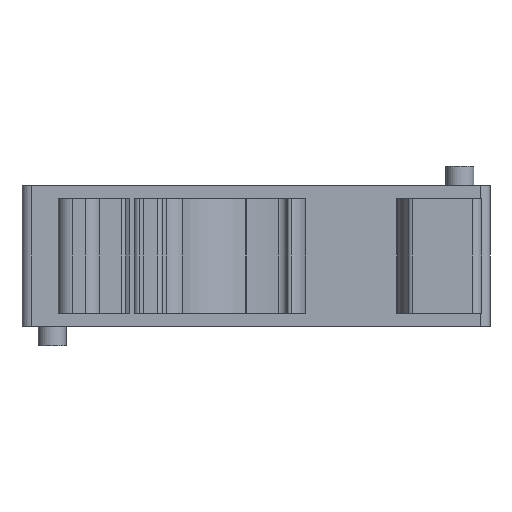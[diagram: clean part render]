
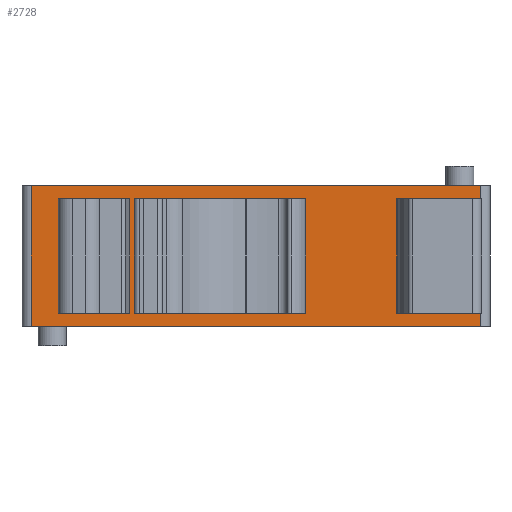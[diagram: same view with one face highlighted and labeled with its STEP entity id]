
A CAD part, front view. The second image highlights one B-rep face of the part: STEP entity #2728.
In plain terms, the highlighted planar face has unit normal (0, -1, 0).
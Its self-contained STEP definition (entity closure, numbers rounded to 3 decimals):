
#20=DIRECTION('',(-1.,0.,0.));
#21=VECTOR('',#20,7.714);
#22=CARTESIAN_POINT('',(-108.677,32.4,0.));
#23=LINE('',#22,#21);
#67=DIRECTION('',(-1.,0.,0.));
#68=VECTOR('',#67,48.5);
#69=CARTESIAN_POINT('',(-70.791,32.4,-1.4));
#70=LINE('',#69,#68);
#71=DIRECTION('',(-1.,0.,0.));
#72=VECTOR('',#71,1.704);
#73=CARTESIAN_POINT('',(-76.665,32.4,12.4));
#74=LINE('',#73,#72);
#75=DIRECTION('',(0.,0.,-1.));
#76=VECTOR('',#75,12.4);
#77=CARTESIAN_POINT('',(-78.37,32.4,12.4));
#78=LINE('',#77,#76);
#79=DIRECTION('',(-1.,0.,0.));
#80=VECTOR('',#79,7.714);
#81=CARTESIAN_POINT('',(-108.677,32.4,12.4));
#82=LINE('',#81,#80);
#83=DIRECTION('',(0.,0.,-1.));
#84=VECTOR('',#83,12.4);
#85=CARTESIAN_POINT('',(-116.391,32.4,12.4));
#86=LINE('',#85,#84);
#87=DIRECTION('',(-1.,0.,0.));
#88=VECTOR('',#87,16.589);
#89=CARTESIAN_POINT('',(-90.665,32.4,12.4));
#90=LINE('',#89,#88);
#745=DIRECTION('',(-1.,0.,0.));
#746=VECTOR('',#745,48.5);
#747=CARTESIAN_POINT('',(-70.791,32.4,13.8));
#748=LINE('',#747,#746);
#975=DIRECTION('',(0.,0.,1.));
#976=VECTOR('',#975,15.2);
#977=CARTESIAN_POINT('',(-70.791,32.4,-1.4));
#978=LINE('',#977,#976);
#1035=DIRECTION('',(0.,0.,-1.));
#1036=VECTOR('',#1035,15.2);
#1037=CARTESIAN_POINT('',(-119.291,32.4,13.8));
#1038=LINE('',#1037,#1036);
#1374=DIRECTION('',(0.,0.,-1.));
#1375=VECTOR('',#1374,12.4);
#1376=CARTESIAN_POINT('',(-76.665,32.4,12.4));
#1377=LINE('',#1376,#1375);
#1382=DIRECTION('',(-1.,0.,0.));
#1383=VECTOR('',#1382,1.704);
#1384=CARTESIAN_POINT('',(-76.665,32.4,0.));
#1385=LINE('',#1384,#1383);
#1541=DIRECTION('',(0.,0.,-1.));
#1542=VECTOR('',#1541,12.4);
#1543=CARTESIAN_POINT('',(-108.677,32.4,12.4));
#1544=LINE('',#1543,#1542);
#1660=DIRECTION('',(-1.,0.,0.));
#1661=VECTOR('',#1660,16.589);
#1662=CARTESIAN_POINT('',(-90.665,32.4,0.));
#1663=LINE('',#1662,#1661);
#1738=DIRECTION('',(0.,0.,1.));
#1739=VECTOR('',#1738,12.4);
#1740=CARTESIAN_POINT('',(-107.254,32.4,0.));
#1741=LINE('',#1740,#1739);
#1873=DIRECTION('',(0.,0.,-1.));
#1874=VECTOR('',#1873,12.4);
#1875=CARTESIAN_POINT('',(-90.665,32.4,12.4));
#1876=LINE('',#1875,#1874);
#2013=CARTESIAN_POINT('',(-108.677,32.4,0.));
#2014=CARTESIAN_POINT('',(-116.391,32.4,0.));
#2015=VERTEX_POINT('',#2013);
#2016=VERTEX_POINT('',#2014);
#2041=CARTESIAN_POINT('',(-70.791,32.4,-1.4));
#2042=CARTESIAN_POINT('',(-119.291,32.4,-1.4));
#2043=VERTEX_POINT('',#2041);
#2044=VERTEX_POINT('',#2042);
#2045=CARTESIAN_POINT('',(-119.291,32.4,13.8));
#2046=VERTEX_POINT('',#2045);
#2047=CARTESIAN_POINT('',(-70.791,32.4,13.8));
#2048=VERTEX_POINT('',#2047);
#2049=CARTESIAN_POINT('',(-76.665,32.4,12.4));
#2050=CARTESIAN_POINT('',(-78.37,32.4,12.4));
#2051=VERTEX_POINT('',#2049);
#2052=VERTEX_POINT('',#2050);
#2053=CARTESIAN_POINT('',(-78.37,32.4,0.));
#2054=VERTEX_POINT('',#2053);
#2055=CARTESIAN_POINT('',(-76.665,32.4,0.));
#2056=VERTEX_POINT('',#2055);
#2057=CARTESIAN_POINT('',(-108.677,32.4,12.4));
#2058=VERTEX_POINT('',#2057);
#2059=CARTESIAN_POINT('',(-116.391,32.4,12.4));
#2060=VERTEX_POINT('',#2059);
#2061=CARTESIAN_POINT('',(-90.665,32.4,0.));
#2062=CARTESIAN_POINT('',(-107.254,32.4,0.));
#2063=VERTEX_POINT('',#2061);
#2064=VERTEX_POINT('',#2062);
#2065=CARTESIAN_POINT('',(-90.665,32.4,12.4));
#2066=VERTEX_POINT('',#2065);
#2067=CARTESIAN_POINT('',(-107.254,32.4,12.4));
#2068=VERTEX_POINT('',#2067);
#2684=CARTESIAN_POINT('',(-108.677,32.4,0.));
#2685=DIRECTION('',(0.,-1.,0.));
#2686=DIRECTION('',(1.,0.,0.));
#2687=AXIS2_PLACEMENT_3D('',#2684,#2685,#2686);
#2688=PLANE('',#2687);
#2690=ORIENTED_EDGE('',*,*,#2689,.T.);
#2692=ORIENTED_EDGE('',*,*,#2691,.F.);
#2694=ORIENTED_EDGE('',*,*,#2693,.F.);
#2696=ORIENTED_EDGE('',*,*,#2695,.F.);
#2697=EDGE_LOOP('',(#2690,#2692,#2694,#2696));
#2698=FACE_OUTER_BOUND('',#2697,.F.);
#2700=ORIENTED_EDGE('',*,*,#2699,.T.);
#2702=ORIENTED_EDGE('',*,*,#2701,.T.);
#2704=ORIENTED_EDGE('',*,*,#2703,.F.);
#2706=ORIENTED_EDGE('',*,*,#2705,.F.);
#2707=EDGE_LOOP('',(#2700,#2702,#2704,#2706));
#2708=FACE_BOUND('',#2707,.F.);
#2710=ORIENTED_EDGE('',*,*,#2709,.F.);
#2712=ORIENTED_EDGE('',*,*,#2711,.T.);
#2714=ORIENTED_EDGE('',*,*,#2713,.T.);
#2715=ORIENTED_EDGE('',*,*,#2653,.F.);
#2716=EDGE_LOOP('',(#2710,#2712,#2714,#2715));
#2717=FACE_BOUND('',#2716,.F.);
#2719=ORIENTED_EDGE('',*,*,#2718,.F.);
#2721=ORIENTED_EDGE('',*,*,#2720,.F.);
#2723=ORIENTED_EDGE('',*,*,#2722,.T.);
#2725=ORIENTED_EDGE('',*,*,#2724,.F.);
#2726=EDGE_LOOP('',(#2719,#2721,#2723,#2725));
#2727=FACE_BOUND('',#2726,.F.);
#2653=EDGE_CURVE('',#2015,#2016,#23,.T.);
#2689=EDGE_CURVE('',#2043,#2044,#70,.T.);
#2691=EDGE_CURVE('',#2046,#2044,#1038,.T.);
#2693=EDGE_CURVE('',#2048,#2046,#748,.T.);
#2695=EDGE_CURVE('',#2043,#2048,#978,.T.);
#2699=EDGE_CURVE('',#2051,#2052,#74,.T.);
#2701=EDGE_CURVE('',#2052,#2054,#78,.T.);
#2703=EDGE_CURVE('',#2056,#2054,#1385,.T.);
#2705=EDGE_CURVE('',#2051,#2056,#1377,.T.);
#2709=EDGE_CURVE('',#2058,#2015,#1544,.T.);
#2711=EDGE_CURVE('',#2058,#2060,#82,.T.);
#2713=EDGE_CURVE('',#2060,#2016,#86,.T.);
#2718=EDGE_CURVE('',#2063,#2064,#1663,.T.);
#2720=EDGE_CURVE('',#2066,#2063,#1876,.T.);
#2722=EDGE_CURVE('',#2066,#2068,#90,.T.);
#2724=EDGE_CURVE('',#2064,#2068,#1741,.T.);
#2728=ADVANCED_FACE('',(#2698,#2708,#2717,#2727),#2688,.T.);
